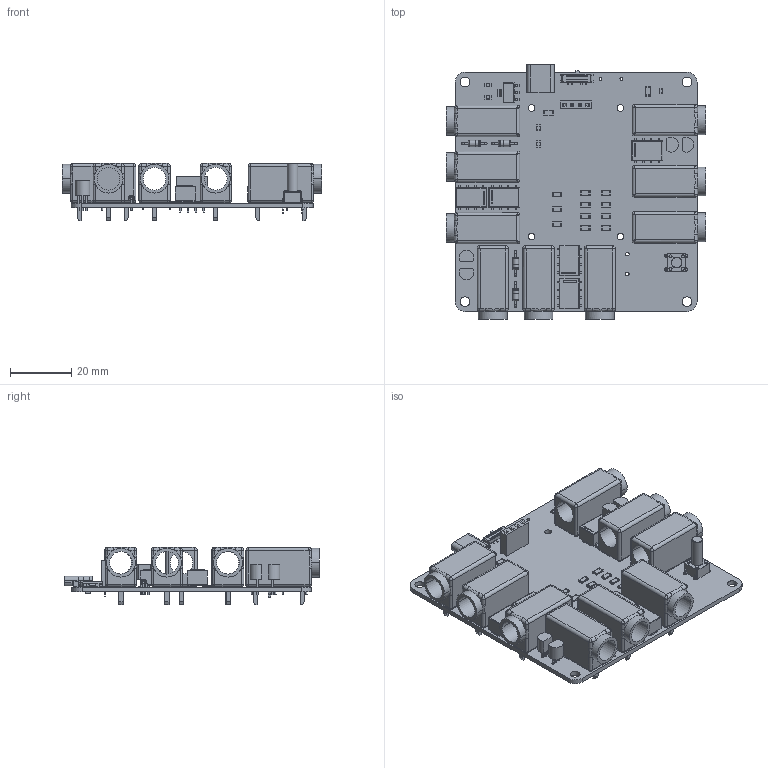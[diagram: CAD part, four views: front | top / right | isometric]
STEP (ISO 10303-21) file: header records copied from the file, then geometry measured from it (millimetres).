
FILE_DESCRIPTION(('KiCad electronic assembly'),'2;1');
FILE_NAME('Logic testing.step','2025-07-18T21:06:43',('Pcbnew'),('Kicad' ),'Open CASCADE STEP processor 7.8','KiCad to STEP converter', 'Unknown');
FILE_SCHEMA(('AUTOMOTIVE_DESIGN { 1 0 10303 214 1 1 1 1 }'));
Length unit declared in the file: millimetre
Products named in the file (14): Logic testing 1; Relay_DPDT_Omron_G6K-2F; SW_PUSH_6mm_H13mm; C_0603_1608Metric; R_1206_3216Metric; PinSocket_1x04_P2.54mm_Vertical; 4mm PCB Mount; SOT-223; TO-92_Inline; SW_SP3T_PCM13; USB_C_Receptacle_GCT_USB4085; D_DO-35_SOD27_P7.62mm_Horizontal; C_0805_2012Metric; Logic testing_PCB
Assembly tree (46 placements, depth 2):
  Logic testing 1
    Relay_DPDT_Omron_G6K-2F  x5
    SW_PUSH_6mm_H13mm
    C_0603_1608Metric
    R_1206_3216Metric  x13
    PinSocket_1x04_P2.54mm_Vertical
    4mm PCB Mount  x9
    SOT-223
    TO-92_Inline  x4
    SW_SP3T_PCM13
    USB_C_Receptacle_GCT_USB4085
    D_DO-35_SOD27_P7.62mm_Horizontal  x4
    C_0805_2012Metric  x4
    Logic testing_PCB
Bounding box: 84.69 x 83.26 x 18.9 mm (x, y, z)
Volume: 29193.2 mm3; surface area: 33181.3 mm2
Topology: 83 solids, 83 shells, 2708 faces, 6883 edges, 4343 vertices
Faces by surface type: plane 1896, cylinder 670, bspline 79, sphere 36, torus 21, cone 6
Full cylindrical faces by diameter (mm): 0.4 x16, 0.5 x12, 0.7 x2, 0.75 x12, 0.8 x10, 0.9 x4, 1 x8, 1.1 x4, 1.15 x2, 2 x26, 2.02 x4, 2.2 x4, 3.2 x4, 3.5 x1
Entity records: 50302 total; most frequent: CARTESIAN_POINT 7422, ORIENTED_EDGE 6858, DIRECTION 6726, EDGE_CURVE 3429, LINE 2828, VECTOR 2828, VERTEX_POINT 2201, AXIS2_PLACEMENT_3D 1949
